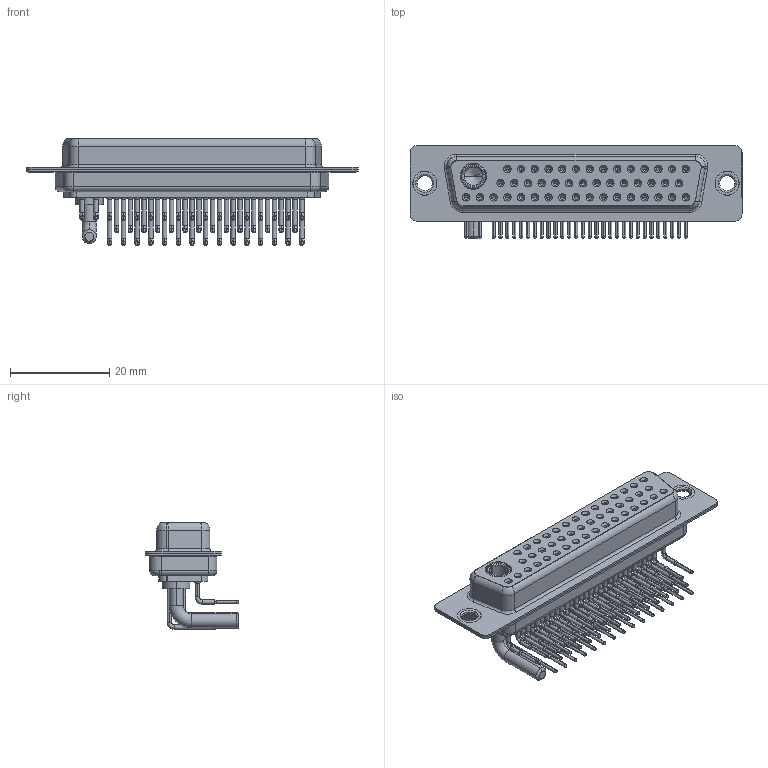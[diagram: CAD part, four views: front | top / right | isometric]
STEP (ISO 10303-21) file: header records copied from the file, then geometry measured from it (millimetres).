
FILE_DESCRIPTION (( 'STEP AP203' ), '1' );
FILE_NAME ('630-47W1240-2N1.STEP', '2022-06-10T06:40:46', ( '' ), ( '' ), 'SwSTEP 2.0', 'SolidWorks 2020', '' );
FILE_SCHEMA (( 'CONFIG_CONTROL_DESIGN' ));
Length unit declared in the file: millimetre
Products named in the file (9): 630Combo Contact Row 1_50 Contacts; 630Combo Housing_47W1; 630Combo Shell Front_50 Contacts; 630Combo Contact Row 2_50 Contacts; 630Combo Shell Rear_50 Contacts; 630Combo Contact Row 3; 630-47W1240-2N1; Power Socket_20A RA 50; 630Combo Thru Hole Rivet
Assembly tree (52 placements, depth 2):
  630-47W1240-2N1
    630Combo Housing_47W1
    630Combo Shell Front_50 Contacts
    630Combo Shell Rear_50 Contacts
    630Combo Thru Hole Rivet  x2
    Power Socket_20A RA 50
    630Combo Contact Row 1_50 Contacts  x15
    630Combo Contact Row 2_50 Contacts  x14
    630Combo Contact Row 3  x17
Bounding box: 67 x 18.8 x 21.53 mm (x, y, z)
Volume: 7192.2 mm3; surface area: 15905.6 mm2
Topology: 53 solids, 53 shells, 2756 faces, 6991 edges, 4396 vertices
Faces by surface type: cylinder 1196, plane 783, cone 521, bspline 185, torus 71
Entity records: 32121 total; most frequent: DIRECTION 5686, CARTESIAN_POINT 5563, ORIENTED_EDGE 4668, AXIS2_PLACEMENT_3D 2399, EDGE_CURVE 2334, VERTEX_POINT 1491, CIRCLE 1341, EDGE_LOOP 1277
